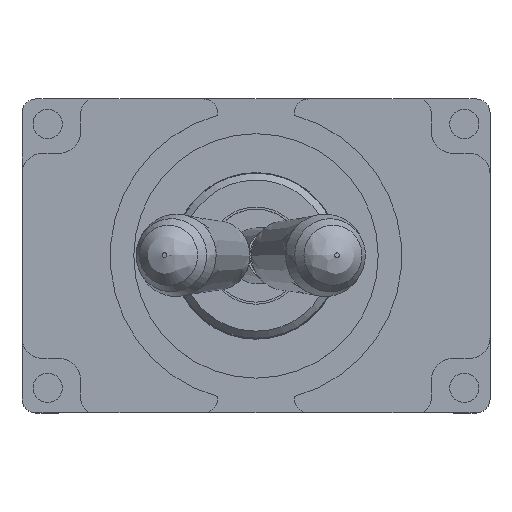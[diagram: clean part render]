
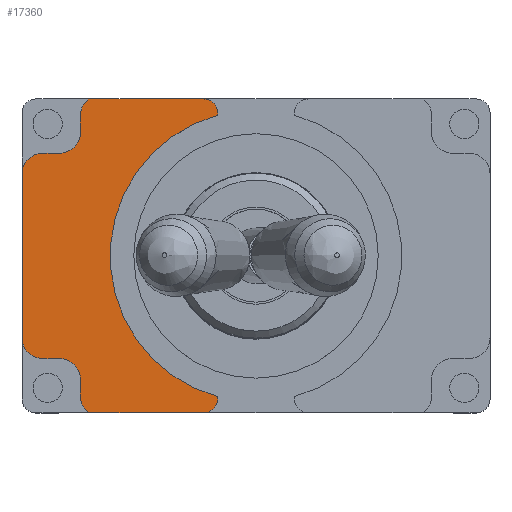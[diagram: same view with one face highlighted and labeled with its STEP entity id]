
A CAD part, top view. The second image highlights one B-rep face of the part: STEP entity #17360.
In plain terms, the highlighted face is planar.
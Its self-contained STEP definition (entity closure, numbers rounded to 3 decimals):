
#340=PLANE('',#24534);
#1107=CIRCLE('',#24535,1.5);
#1108=CIRCLE('',#24536,1.5);
#1109=CIRCLE('',#24537,1.5);
#1110=CIRCLE('',#24538,1.5);
#1111=CIRCLE('',#24539,1.5);
#1112=CIRCLE('',#24540,1.5);
#1113=CIRCLE('',#24541,1.);
#1114=CIRCLE('',#24542,10.5);
#1115=CIRCLE('',#24543,1.);
#1365=LINE('',#46649,#2513);
#1371=LINE('',#46662,#2519);
#1389=LINE('',#46694,#2537);
#1396=LINE('',#46727,#2544);
#1397=LINE('',#46731,#2545);
#1398=LINE('',#46736,#2546);
#1399=LINE('',#46740,#2547);
#2513=VECTOR('',#25782,1000.);
#2519=VECTOR('',#25790,1000.);
#2537=VECTOR('',#25812,1000.);
#2544=VECTOR('',#25853,1000.);
#2545=VECTOR('',#25856,1000.);
#2546=VECTOR('',#25861,1000.);
#2547=VECTOR('',#25864,1000.);
#5182=ORIENTED_EDGE('',*,*,#10348,.F.);
#5183=ORIENTED_EDGE('',*,*,#10349,.F.);
#5184=ORIENTED_EDGE('',*,*,#10350,.F.);
#5185=ORIENTED_EDGE('',*,*,#10351,.F.);
#5186=ORIENTED_EDGE('',*,*,#10352,.F.);
#5187=ORIENTED_EDGE('',*,*,#10308,.F.);
#5188=ORIENTED_EDGE('',*,*,#10353,.F.);
#5189=ORIENTED_EDGE('',*,*,#10354,.F.);
#5190=ORIENTED_EDGE('',*,*,#10355,.F.);
#5191=ORIENTED_EDGE('',*,*,#10356,.F.);
#5192=ORIENTED_EDGE('',*,*,#10357,.F.);
#5193=ORIENTED_EDGE('',*,*,#10332,.F.);
#5194=ORIENTED_EDGE('',*,*,#10358,.F.);
#5195=ORIENTED_EDGE('',*,*,#10359,.F.);
#5196=ORIENTED_EDGE('',*,*,#10360,.F.);
#5197=ORIENTED_EDGE('',*,*,#10314,.F.);
#10308=EDGE_CURVE('',#12878,#12879,#1365,.T.);
#10314=EDGE_CURVE('',#12884,#12885,#1371,.T.);
#10332=EDGE_CURVE('',#12896,#12897,#1389,.T.);
#10348=EDGE_CURVE('',#12905,#12884,#1107,.T.);
#10349=EDGE_CURVE('',#12906,#12905,#1396,.T.);
#10350=EDGE_CURVE('',#12907,#12906,#1108,.T.);
#10351=EDGE_CURVE('',#12908,#12907,#1397,.T.);
#10352=EDGE_CURVE('',#12879,#12908,#1109,.T.);
#10353=EDGE_CURVE('',#12909,#12878,#1110,.T.);
#10354=EDGE_CURVE('',#12910,#12909,#1398,.T.);
#10355=EDGE_CURVE('',#12911,#12910,#1111,.T.);
#10356=EDGE_CURVE('',#12912,#12911,#1399,.T.);
#10357=EDGE_CURVE('',#12897,#12912,#1112,.T.);
#10358=EDGE_CURVE('',#12913,#12896,#1113,.T.);
#10359=EDGE_CURVE('',#12914,#12913,#1114,.T.);
#10360=EDGE_CURVE('',#12885,#12914,#1115,.T.);
#12878=VERTEX_POINT('',#46648);
#12879=VERTEX_POINT('',#46650);
#12884=VERTEX_POINT('',#46661);
#12885=VERTEX_POINT('',#46663);
#12896=VERTEX_POINT('',#46693);
#12897=VERTEX_POINT('',#46695);
#12905=VERTEX_POINT('',#46726);
#12906=VERTEX_POINT('',#46728);
#12907=VERTEX_POINT('',#46730);
#12908=VERTEX_POINT('',#46732);
#12909=VERTEX_POINT('',#46735);
#12910=VERTEX_POINT('',#46737);
#12911=VERTEX_POINT('',#46739);
#12912=VERTEX_POINT('',#46741);
#12913=VERTEX_POINT('',#46744);
#12914=VERTEX_POINT('',#46746);
#14649=EDGE_LOOP('',(#5182,#5183,#5184,#5185,#5186,#5187,#5188,#5189,#5190,
#5191,#5192,#5193,#5194,#5195,#5196,#5197));
#15950=FACE_BOUND('',#14649,.T.);
#17360=ADVANCED_FACE('',(#15950),#340,.F.);
#24534=AXIS2_PLACEMENT_3D('',#46724,#25849,#25850);
#24535=AXIS2_PLACEMENT_3D('',#46725,#25851,#25852);
#24536=AXIS2_PLACEMENT_3D('',#46729,#25854,#25855);
#24537=AXIS2_PLACEMENT_3D('',#46733,#25857,#25858);
#24538=AXIS2_PLACEMENT_3D('',#46734,#25859,#25860);
#24539=AXIS2_PLACEMENT_3D('',#46738,#25862,#25863);
#24540=AXIS2_PLACEMENT_3D('',#46742,#25865,#25866);
#24541=AXIS2_PLACEMENT_3D('',#46743,#25867,#25868);
#24542=AXIS2_PLACEMENT_3D('',#46745,#25869,#25870);
#24543=AXIS2_PLACEMENT_3D('',#46747,#25871,#25872);
#25782=DIRECTION('',(0.,0.,-1.));
#25790=DIRECTION('',(1.,0.,0.));
#25812=DIRECTION('',(-1.,0.,0.));
#25849=DIRECTION('',(0.,-1.,0.));
#25850=DIRECTION('',(0.,0.,-1.));
#25851=DIRECTION('',(0.,-1.,0.));
#25852=DIRECTION('',(1.,0.,0.));
#25853=DIRECTION('',(0.,0.,-1.));
#25854=DIRECTION('',(0.,1.,0.));
#25855=DIRECTION('',(-1.,0.,0.));
#25856=DIRECTION('',(1.,0.,0.));
#25857=DIRECTION('',(0.,-1.,0.));
#25858=DIRECTION('',(1.,0.,0.));
#25859=DIRECTION('',(0.,-1.,0.));
#25860=DIRECTION('',(1.,0.,0.));
#25861=DIRECTION('',(-1.,0.,0.));
#25862=DIRECTION('',(0.,1.,0.));
#25863=DIRECTION('',(-1.,0.,0.));
#25864=DIRECTION('',(0.,0.,-1.));
#25865=DIRECTION('',(0.,-1.,0.));
#25866=DIRECTION('',(1.,0.,0.));
#25867=DIRECTION('',(0.,-1.,0.));
#25868=DIRECTION('',(-1.,0.,0.));
#25869=DIRECTION('',(0.,1.,0.));
#25870=DIRECTION('',(1.,0.,0.));
#25871=DIRECTION('',(0.,-1.,0.));
#25872=DIRECTION('',(-1.,0.,0.));
#46648=CARTESIAN_POINT('',(-16.85,1.6,5.895));
#46649=CARTESIAN_POINT('',(-16.85,1.6,5.895));
#46650=CARTESIAN_POINT('',(-16.85,1.6,-5.895));
#46661=CARTESIAN_POINT('',(-12.044,1.6,-11.3));
#46662=CARTESIAN_POINT('',(-12.044,1.6,-11.3));
#46663=CARTESIAN_POINT('',(-3.767,1.6,-11.3));
#46693=CARTESIAN_POINT('',(-3.767,1.6,11.3));
#46694=CARTESIAN_POINT('',(-3.767,1.6,11.3));
#46695=CARTESIAN_POINT('',(-12.044,1.6,11.3));
#46724=CARTESIAN_POINT('',(-11.15,1.6,-10.095));
#46725=CARTESIAN_POINT('',(-11.15,1.6,-10.095));
#46726=CARTESIAN_POINT('',(-12.65,1.6,-10.095));
#46727=CARTESIAN_POINT('',(-12.65,1.6,-8.895));
#46728=CARTESIAN_POINT('',(-12.65,1.6,-8.895));
#46729=CARTESIAN_POINT('',(-14.15,1.6,-8.895));
#46730=CARTESIAN_POINT('',(-14.15,1.6,-7.395));
#46731=CARTESIAN_POINT('',(-15.35,1.6,-7.395));
#46732=CARTESIAN_POINT('',(-15.35,1.6,-7.395));
#46733=CARTESIAN_POINT('',(-15.35,1.6,-5.895));
#46734=CARTESIAN_POINT('',(-15.35,1.6,5.895));
#46735=CARTESIAN_POINT('',(-15.35,1.6,7.395));
#46736=CARTESIAN_POINT('',(-15.35,1.6,7.395));
#46737=CARTESIAN_POINT('',(-14.15,1.6,7.395));
#46738=CARTESIAN_POINT('',(-14.15,1.6,8.895));
#46739=CARTESIAN_POINT('',(-12.65,1.6,8.895));
#46740=CARTESIAN_POINT('',(-12.65,1.6,8.895));
#46741=CARTESIAN_POINT('',(-12.65,1.6,10.095));
#46742=CARTESIAN_POINT('',(-11.15,1.6,10.095));
#46743=CARTESIAN_POINT('',(-3.767,1.6,10.3));
#46744=CARTESIAN_POINT('',(-2.782,1.6,10.125));
#46745=CARTESIAN_POINT('',(0.,1.6,0.));
#46746=CARTESIAN_POINT('',(-2.782,1.6,-10.125));
#46747=CARTESIAN_POINT('',(-3.767,1.6,-10.3));
